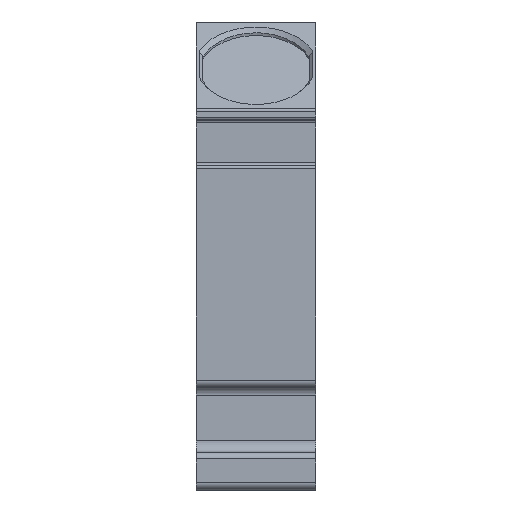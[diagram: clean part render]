
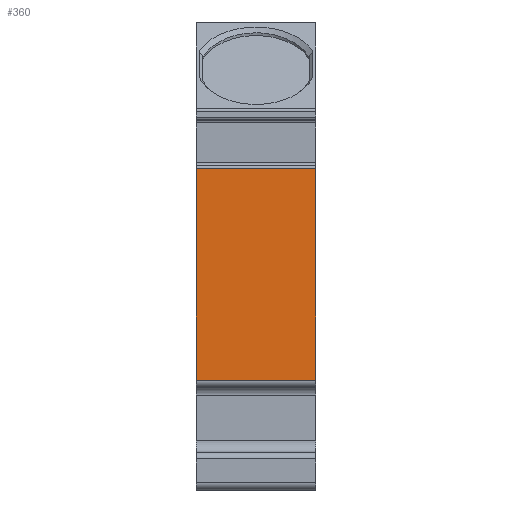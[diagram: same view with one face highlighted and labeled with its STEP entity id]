
A CAD part, left-side view. The second image highlights one B-rep face of the part: STEP entity #360.
In plain terms, the highlighted planar face has unit normal (-1, 0, 0).
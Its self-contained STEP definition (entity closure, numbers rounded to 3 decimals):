
#360 = ADVANCED_FACE( '', ( #769 ), #770, .F. );
#769 = FACE_OUTER_BOUND( '', #1302, .T. );
#770 = PLANE( '', #1303 );
#1302 = EDGE_LOOP( '', ( #2401, #2402, #2403, #2404 ) );
#1303 = AXIS2_PLACEMENT_3D( '', #2405, #2406, #2407 );
#2401 = ORIENTED_EDGE( '', *, *, #3107, .F. );
#2402 = ORIENTED_EDGE( '', *, *, #3355, .T. );
#2403 = ORIENTED_EDGE( '', *, *, #3091, .F. );
#2404 = ORIENTED_EDGE( '', *, *, #3081, .F. );
#2405 = CARTESIAN_POINT( '', ( -46.305, -8., 45.395 ) );
#2406 = DIRECTION( '', ( 1., 0., 0. ) );
#2407 = DIRECTION( '', ( 0., 1., 0. ) );
#3081 = EDGE_CURVE( '', #3764, #3766, #3767, .F. );
#3091 = EDGE_CURVE( '', #3766, #3778, #3782, .T. );
#3107 = EDGE_CURVE( '', #3806, #3764, #3808, .T. );
#3355 = EDGE_CURVE( '', #3806, #3778, #4157, .T. );
#3764 = VERTEX_POINT( '', #4728 );
#3766 = VERTEX_POINT( '', #4730 );
#3767 = LINE( '', #4731, #4732 );
#3778 = VERTEX_POINT( '', #4746 );
#3782 = LINE( '', #4751, #4752 );
#3806 = VERTEX_POINT( '', #4800 );
#3808 = LINE( '', #4802, #4803 );
#4157 = LINE( '', #5447, #5448 );
#4728 = CARTESIAN_POINT( '', ( -46.305, -8., 25.845 ) );
#4730 = CARTESIAN_POINT( '', ( -46.305, -8., -2.405 ) );
#4731 = CARTESIAN_POINT( '', ( -46.305, -8., -9.8 ) );
#4732 = VECTOR( '', #5897, 1000. );
#4746 = CARTESIAN_POINT( '', ( -46.305, 8., -2.405 ) );
#4751 = CARTESIAN_POINT( '', ( -46.305, -8., -2.405 ) );
#4752 = VECTOR( '', #5911, 1000. );
#4800 = CARTESIAN_POINT( '', ( -46.305, 8., 25.845 ) );
#4802 = CARTESIAN_POINT( '', ( -46.305, 110.979, 25.845 ) );
#4803 = VECTOR( '', #5927, 1000. );
#5447 = CARTESIAN_POINT( '', ( -46.305, 8., 45.395 ) );
#5448 = VECTOR( '', #6144, 1000. );
#5897 = DIRECTION( '', ( 0., 0., 1. ) );
#5911 = DIRECTION( '', ( 0., 1., 0. ) );
#5927 = DIRECTION( '', ( 0., -1., 0. ) );
#6144 = DIRECTION( '', ( 0., 0., -1. ) );
